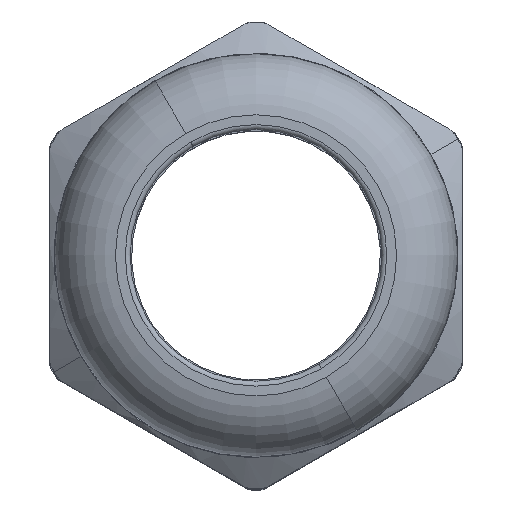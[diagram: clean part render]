
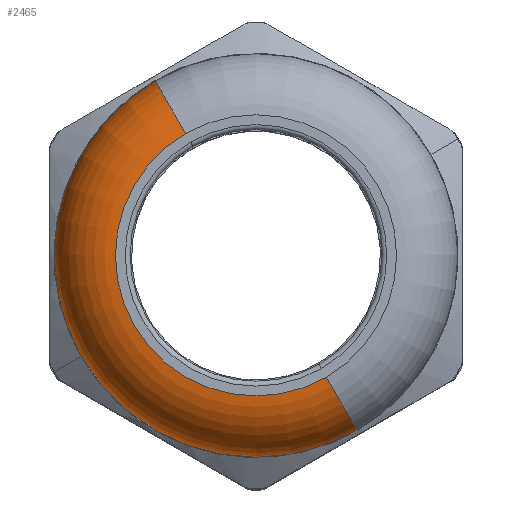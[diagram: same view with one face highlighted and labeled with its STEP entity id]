
A CAD part, top view. The second image highlights one B-rep face of the part: STEP entity #2465.
In plain terms, the highlighted toroidal (fillet/blend) face has major radius 13.564 mm and minor radius 6.961 mm.
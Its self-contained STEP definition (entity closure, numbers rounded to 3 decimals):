
#2386=AXIS2_PLACEMENT_3D('Circle Axis2P3D',#2384,#2385,$) ;
#2409=AXIS2_PLACEMENT_3D('Circle Axis2P3D',#2407,#2408,$) ;
#2439=AXIS2_PLACEMENT_3D('Torus Axis2P3D',#2436,#2437,#2438) ;
#2443=AXIS2_PLACEMENT_3D('Circle Axis2P3D',#2441,#2442,$) ;
#2450=AXIS2_PLACEMENT_3D('Circle Axis2P3D',#2448,#2449,$) ;
#2455=AXIS2_PLACEMENT_3D('Circle Axis2P3D',#2453,#2454,$) ;
#2384=CARTESIAN_POINT('Axis2P3D Location',(14.218,35.576,45.08)) ;
#2388=CARTESIAN_POINT('Vertex',(13.84,36.23,52.)) ;
#2390=CARTESIAN_POINT('Vertex',(10.738,41.604,45.08)) ;
#2404=CARTESIAN_POINT('Vertex',(28.16,11.427,52.)) ;
#2407=CARTESIAN_POINT('Axis2P3D Location',(27.782,12.082,45.08)) ;
#2411=CARTESIAN_POINT('Vertex',(31.263,6.054,45.08)) ;
#2436=CARTESIAN_POINT('Axis2P3D Location',(21.,23.829,45.08)) ;
#2441=CARTESIAN_POINT('Axis2P3D Location',(21.,23.829,45.08)) ;
#2445=CARTESIAN_POINT('Vertex',(3.225,13.566,45.08)) ;
#2448=CARTESIAN_POINT('Axis2P3D Location',(21.,23.829,45.08)) ;
#2453=CARTESIAN_POINT('Axis2P3D Location',(21.,23.829,52.)) ;
#2385=DIRECTION('Axis2P3D Direction',(-0.866,-0.5,0.)) ;
#2408=DIRECTION('Axis2P3D Direction',(0.866,0.5,0.)) ;
#2437=DIRECTION('Axis2P3D Direction',(0.,0.,-1.)) ;
#2438=DIRECTION('Axis2P3D XDirection',(0.5,-0.866,0.)) ;
#2442=DIRECTION('Axis2P3D Direction',(0.,0.,-1.)) ;
#2449=DIRECTION('Axis2P3D Direction',(0.,0.,-1.)) ;
#2454=DIRECTION('Axis2P3D Direction',(0.,0.,-1.)) ;
#2459=ORIENTED_EDGE('',*,*,#2392,.T.) ;
#2460=ORIENTED_EDGE('',*,*,#2447,.F.) ;
#2461=ORIENTED_EDGE('',*,*,#2452,.F.) ;
#2462=ORIENTED_EDGE('',*,*,#2413,.T.) ;
#2463=ORIENTED_EDGE('',*,*,#2457,.T.) ;
#2465=ADVANCED_FACE('VG_29_DG\\Hauptk\X2\00F6\X0\rper',(#2464),#2440,.T.) ;
#2387=CIRCLE('generated circle',#2386,6.961) ;
#2410=CIRCLE('generated circle',#2409,6.961) ;
#2444=CIRCLE('generated circle',#2443,20.525) ;
#2451=CIRCLE('generated circle',#2450,20.525) ;
#2456=CIRCLE('generated circle',#2455,14.32) ;
#2440=TOROIDAL_SURFACE('homeo Torus',#2439,13.564,6.961) ;
#2392=EDGE_CURVE('',#2389,#2391,#2387,.T.) ;
#2413=EDGE_CURVE('',#2412,#2405,#2410,.F.) ;
#2447=EDGE_CURVE('',#2446,#2391,#2444,.T.) ;
#2452=EDGE_CURVE('',#2412,#2446,#2451,.T.) ;
#2457=EDGE_CURVE('',#2405,#2389,#2456,.T.) ;
#2458=EDGE_LOOP('',(#2459,#2460,#2461,#2462,#2463)) ;
#2464=FACE_OUTER_BOUND('',#2458,.T.) ;
#2389=VERTEX_POINT('',#2388) ;
#2391=VERTEX_POINT('',#2390) ;
#2405=VERTEX_POINT('',#2404) ;
#2412=VERTEX_POINT('',#2411) ;
#2446=VERTEX_POINT('',#2445) ;
